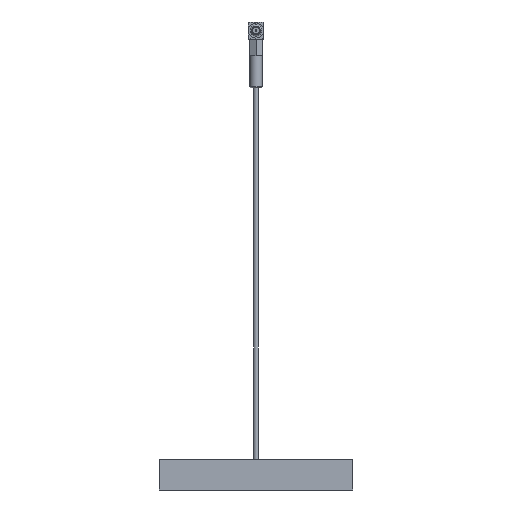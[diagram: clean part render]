
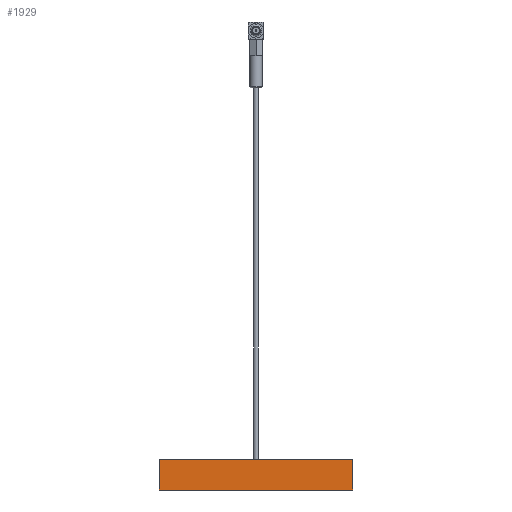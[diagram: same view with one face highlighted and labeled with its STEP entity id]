
A CAD part, front view. The second image highlights one B-rep face of the part: STEP entity #1929.
In plain terms, the highlighted face is planar.
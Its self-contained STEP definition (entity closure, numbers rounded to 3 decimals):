
#140 = DIRECTION ( 'NONE',  ( -1., 0., 0. ) ) ;
#169 = EDGE_CURVE ( 'NONE', #2606, #495, #2937, .T. ) ;
#218 = VECTOR ( 'NONE', #140, 1000. ) ;
#495 = VERTEX_POINT ( 'NONE', #2162 ) ;
#549 = VECTOR ( 'NONE', #613, 1000. ) ;
#613 = DIRECTION ( 'NONE',  ( 0., -1., 0. ) ) ;
#624 = PLANE ( 'NONE',  #1944 ) ;
#684 = CARTESIAN_POINT ( 'NONE',  ( 22.6, 7.2, -0.55 ) ) ;
#849 = CARTESIAN_POINT ( 'NONE',  ( 0., 0., -0.55 ) ) ;
#885 = DIRECTION ( 'NONE',  ( 0., 0., -1. ) ) ;
#1013 = ORIENTED_EDGE ( 'NONE', *, *, #2387, .F. ) ;
#1075 = CARTESIAN_POINT ( 'NONE',  ( -22.6, 0., -0.55 ) ) ;
#1328 = EDGE_CURVE ( 'NONE', #495, #2300, #2209, .T. ) ;
#1393 = ORIENTED_EDGE ( 'NONE', *, *, #169, .F. ) ;
#1397 = CARTESIAN_POINT ( 'NONE',  ( -22.6, 7.2, -0.55 ) ) ;
#1429 = CARTESIAN_POINT ( 'NONE',  ( 22.6, 7.2, -0.55 ) ) ;
#1514 = CARTESIAN_POINT ( 'NONE',  ( 22.6, 0., -0.55 ) ) ;
#1861 = DIRECTION ( 'NONE',  ( -1., 0., 0. ) ) ;
#1868 = CARTESIAN_POINT ( 'NONE',  ( -22.6, 7.2, -0.55 ) ) ;
#1929 = ADVANCED_FACE ( 'NONE', ( #3155 ), #624, .T. ) ;
#1944 = AXIS2_PLACEMENT_3D ( 'NONE', #849, #885, #1861 ) ;
#2034 = EDGE_LOOP ( 'NONE', ( #2987, #2102, #1393, #1013 ) ) ;
#2102 = ORIENTED_EDGE ( 'NONE', *, *, #1328, .F. ) ;
#2162 = CARTESIAN_POINT ( 'NONE',  ( 22.6, 7.2, -0.55 ) ) ;
#2209 = LINE ( 'NONE', #684, #218 ) ;
#2300 = VERTEX_POINT ( 'NONE', #1397 ) ;
#2387 = EDGE_CURVE ( 'NONE', #2566, #2606, #2775, .T. ) ;
#2426 = DIRECTION ( 'NONE',  ( 0., 1., 0. ) ) ;
#2566 = VERTEX_POINT ( 'NONE', #1075 ) ;
#2606 = VERTEX_POINT ( 'NONE', #2656 ) ;
#2656 = CARTESIAN_POINT ( 'NONE',  ( 22.6, 0., -0.55 ) ) ;
#2775 = LINE ( 'NONE', #1514, #3210 ) ;
#2887 = LINE ( 'NONE', #1868, #549 ) ;
#2937 = LINE ( 'NONE', #1429, #3185 ) ;
#2987 = ORIENTED_EDGE ( 'NONE', *, *, #3116, .F. ) ;
#3116 = EDGE_CURVE ( 'NONE', #2300, #2566, #2887, .T. ) ;
#3155 = FACE_OUTER_BOUND ( 'NONE', #2034, .T. ) ;
#3185 = VECTOR ( 'NONE', #2426, 1000. ) ;
#3210 = VECTOR ( 'NONE', #3310, 1000. ) ;
#3310 = DIRECTION ( 'NONE',  ( 1., 0., 0. ) ) ;
